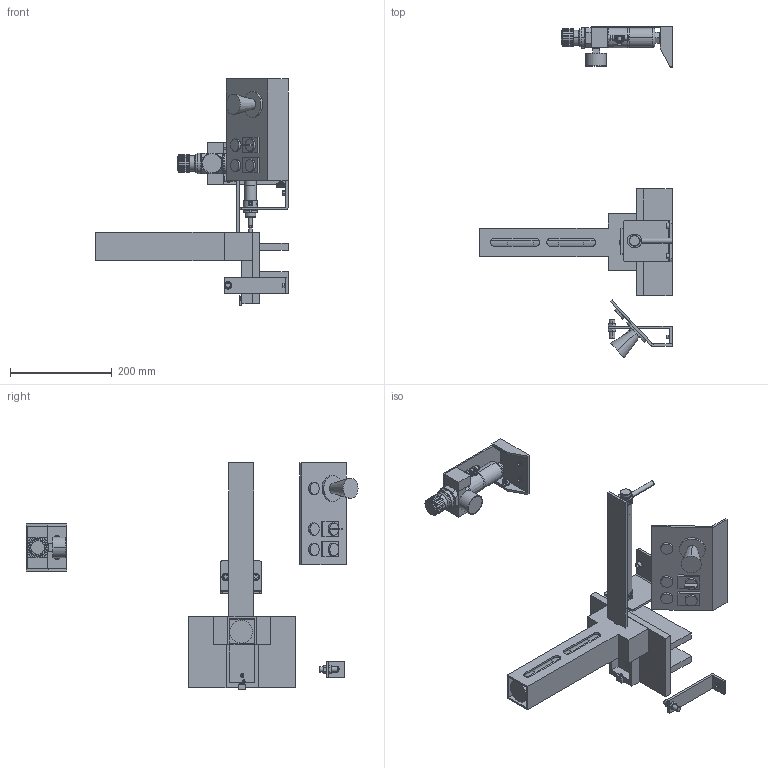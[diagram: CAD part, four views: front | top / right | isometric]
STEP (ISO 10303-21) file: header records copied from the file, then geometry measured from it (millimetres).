
FILE_DESCRIPTION((''),'2;1');
FILE_NAME('STAPEL_ASM','2018-03-08T',('Tia'),(''),'CREO PARAMETRIC BY PTC INC, 2016260','CREO PARAMETRIC BY PTC INC, 2016260','');
FILE_SCHEMA(('CONFIG_CONTROL_DESIGN'));
Products named in the file (77): MAGAZINEL_1; MAGAZINEL_2; MAGAZINEL_3; MAGAZINEL_4; MAGAZINEL_5; MAGAZINE_ASM; MONOSTABLEZYLINDER_PLATTE; A_C1CA92AE7_1; A_C1CA92AE7_2; A_C1CA92AE7_3; A_C1CA92AE7_4; A_C1CA92AE7_5; A_C1CA92AE7_6; A_C1CA92AE7_7; A_C1CA92AE7_8; A_C1CA92AE7_9; A_C1CA92AE7_10; _A_C1CA92AE7; A_C1CA92AE7_ASM; PRESSURESENSOR_1_ASM; A_C02284139_1; A_C02284139_2; A_C02284139_3; A_C02284139_4; PRESSURESENSOR_2_ASM; A_C260F6C07_1; A_C260F6C07_2; PRESSURESENSOR_3_ASM; A_C22747D65_1; A_C22747D65_2; PRESSURESENSOR_4_ASM; A_C2F65245C_1; A_C2F65245C_2; PRESSURESENSOR_5_ASM; A_C64961C8A_1; A_C64961C8A_2; PRESSURESENSOR_6_ASM; DRUCKSENSOR_ASM; OPERATIONPANEL_1; OPERATIONPANEL_2 ...
Assembly tree (81 placements, depth 5):
  STAPEL_ASM
    MAGAZINE_ASM
      MAGAZINEL_1
      MAGAZINEL_2
      MAGAZINEL_3
      MAGAZINEL_4
      MAGAZINEL_5
    MONOSTABLEZYLINDER_PLATTE
    DRUCKSENSOR_ASM
      PRESSURESENSOR_1_ASM
        A_C1CA92AE7_ASM
          A_C1CA92AE7_1
          A_C1CA92AE7_2
          A_C1CA92AE7_3
          A_C1CA92AE7_4
          A_C1CA92AE7_5
          A_C1CA92AE7_6
          A_C1CA92AE7_7
          A_C1CA92AE7_8
          A_C1CA92AE7_9
          A_C1CA92AE7_10
          _A_C1CA92AE7
      PRESSURESENSOR_2_ASM
        A_C02284139_1
        A_C02284139_2
        A_C02284139_3
        A_C02284139_4
      PRESSURESENSOR_3_ASM
        A_C260F6C07_1
        A_C260F6C07_2
      PRESSURESENSOR_4_ASM  x2
        A_C22747D65_1
        A_C22747D65_2
      PRESSURESENSOR_5_ASM
        A_C2F65245C_1
        A_C2F65245C_2
      PRESSURESENSOR_6_ASM
        A_C64961C8A_1
        A_C64961C8A_2
    BEDIENFELD_ASM
      OPERATIONPANELSTRUCTURE_ASM
        OPERATIONPANEL_1
        OPERATIONPANEL_2
        OPERATIONPANEL_3
        OPERATIONPANEL_4
        OPERATIONPANEL_5
        OPERATIONPANEL_6
        OPERATIONPANEL_7
        OPERATIONPANEL_8
        OPERATIONPANEL_9
        OPERATIONPANEL_10
        OPERATIONPANEL_11
        OPERATIONPANEL_12
    STAPEL_MIKROSCHALTER_ASM
      STACK_MICROSWITCHSTRUCTURE_ASM
        STACK_MICROSWITCHSTRUCTURE_1
        STACK_MICROSWITCHSTRUCTURE_2
        STACK_MICROSWITCHSTRUCTURE_3
        STACK_MICROSWITCHSTRUCTURE_4
        STACK_MICROSWITCHSTRUCTURE_5
Bounding box: 378 x 652.86 x 444.76 mm (x, y, z)
Volume: 2515190.7 mm3; surface area: 676681.5 mm2
Topology: 65 solids, 65 shells, 1069 faces, 2555 edges, 1688 vertices
Faces by surface type: plane 613, cylinder 346, cone 98, torus 12
Entity records: 33113 total; most frequent: CARTESIAN_POINT 6270, DIRECTION 5969, ORIENTED_EDGE 4934, EDGE_CURVE 2467, AXIS2_PLACEMENT_3D 2217, VERTEX_POINT 1613, VECTOR 1535, LINE 1535
